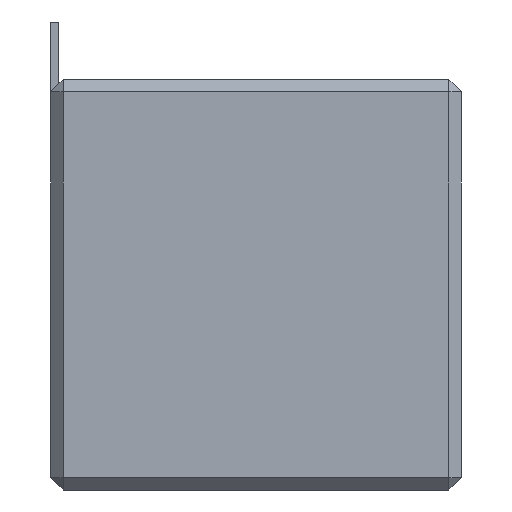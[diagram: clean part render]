
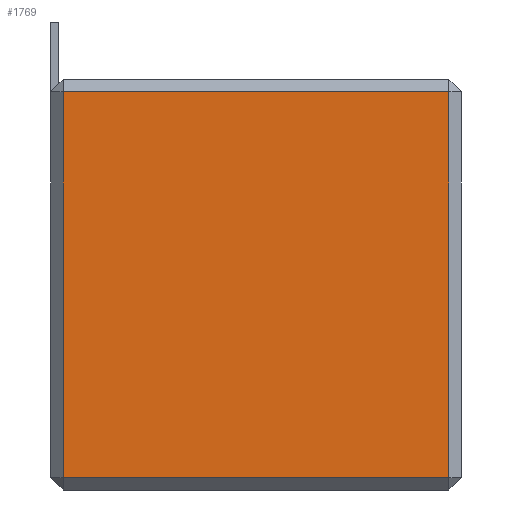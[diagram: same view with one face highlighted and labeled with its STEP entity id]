
A CAD part, left-side view. The second image highlights one B-rep face of the part: STEP entity #1769.
In plain terms, the highlighted planar face has unit normal (-1, 0, 0).
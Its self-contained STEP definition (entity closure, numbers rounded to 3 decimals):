
#20 = VERTEX_POINT ( 'NONE', #1733 ) ;
#29 = ORIENTED_EDGE ( 'NONE', *, *, #1115, .T. ) ;
#40 = DIRECTION ( 'NONE',  ( 0., 0., -1. ) ) ;
#65 = DIRECTION ( 'NONE',  ( 1., 0., 0. ) ) ;
#96 = CARTESIAN_POINT ( 'NONE',  ( 0., 0., 1.5 ) ) ;
#144 = EDGE_CURVE ( 'NONE', #1261, #221, #243, .T. ) ;
#188 = AXIS2_PLACEMENT_3D ( 'NONE', #1513, #65, #713 ) ;
#221 = VERTEX_POINT ( 'NONE', #1587 ) ;
#243 = LINE ( 'NONE', #2001, #1297 ) ;
#245 = DIRECTION ( 'NONE',  ( 0., 1., 0. ) ) ;
#252 = ORIENTED_EDGE ( 'NONE', *, *, #1041, .T. ) ;
#572 = LINE ( 'NONE', #1246, #1229 ) ;
#574 = ORIENTED_EDGE ( 'NONE', *, *, #1371, .T. ) ;
#617 = CARTESIAN_POINT ( 'NONE',  ( 0., 1.5, 1.5 ) ) ;
#627 = ORIENTED_EDGE ( 'NONE', *, *, #144, .T. ) ;
#713 = DIRECTION ( 'NONE',  ( 0., 0., -1. ) ) ;
#735 = DIRECTION ( 'NONE',  ( 0., -1., 0. ) ) ;
#756 = VECTOR ( 'NONE', #735, 1000. ) ;
#852 = LINE ( 'NONE', #1488, #888 ) ;
#869 = PLANE ( 'NONE',  #188 ) ;
#885 = DIRECTION ( 'NONE',  ( 0., 0., 1. ) ) ;
#888 = VECTOR ( 'NONE', #40, 1000. ) ;
#1041 = EDGE_CURVE ( 'NONE', #221, #20, #572, .T. ) ;
#1115 = EDGE_CURVE ( 'NONE', #1771, #1261, #1679, .T. ) ;
#1169 = EDGE_LOOP ( 'NONE', ( #627, #252, #574, #29 ) ) ;
#1229 = VECTOR ( 'NONE', #245, 1000. ) ;
#1246 = CARTESIAN_POINT ( 'NONE',  ( 0., 0., 48.5 ) ) ;
#1261 = VERTEX_POINT ( 'NONE', #617 ) ;
#1297 = VECTOR ( 'NONE', #885, 1000. ) ;
#1358 = CARTESIAN_POINT ( 'NONE',  ( 0., 48.5, 1.5 ) ) ;
#1371 = EDGE_CURVE ( 'NONE', #20, #1771, #852, .T. ) ;
#1488 = CARTESIAN_POINT ( 'NONE',  ( 0., 48.5, 50. ) ) ;
#1513 = CARTESIAN_POINT ( 'NONE',  ( 0., 0., 50. ) ) ;
#1587 = CARTESIAN_POINT ( 'NONE',  ( 0., 1.5, 48.5 ) ) ;
#1645 = FACE_OUTER_BOUND ( 'NONE', #1169, .T. ) ;
#1679 = LINE ( 'NONE', #96, #756 ) ;
#1733 = CARTESIAN_POINT ( 'NONE',  ( 0., 48.5, 48.5 ) ) ;
#1769 = ADVANCED_FACE ( 'NONE', ( #1645 ), #869, .F. ) ;
#1771 = VERTEX_POINT ( 'NONE', #1358 ) ;
#2001 = CARTESIAN_POINT ( 'NONE',  ( 0., 1.5, 50. ) ) ;
